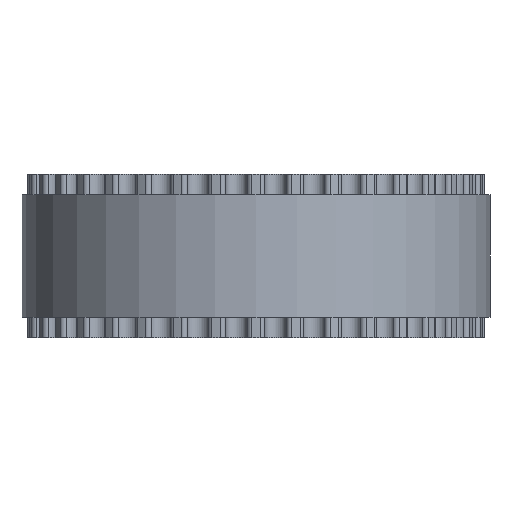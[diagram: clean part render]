
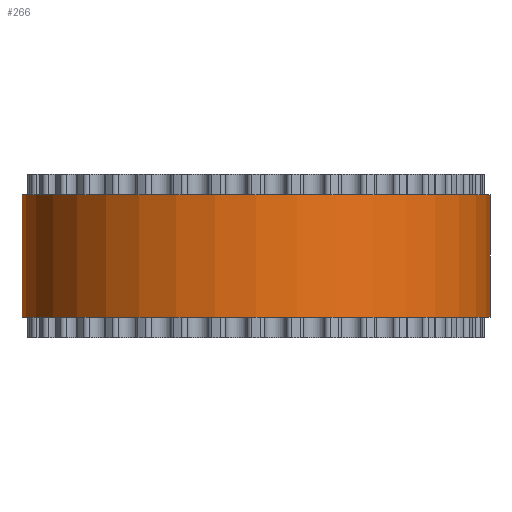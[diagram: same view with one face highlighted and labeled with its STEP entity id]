
A CAD part, front view. The second image highlights one B-rep face of the part: STEP entity #266.
In plain terms, the highlighted cylindrical face has radius 11.459 mm (diameter 22.918 mm), a full revolution.
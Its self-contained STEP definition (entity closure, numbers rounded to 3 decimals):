
#97=FACE_BOUND('',#704,.T.);
#98=FACE_BOUND('',#705,.T.);
#266=ADVANCED_FACE('',(#97,#98),#411,.T.);
#411=CYLINDRICAL_SURFACE('',#3311,11.459);
#704=EDGE_LOOP('',(#1858));
#705=EDGE_LOOP('',(#1859));
#1858=ORIENTED_EDGE('',*,*,#2582,.T.);
#1859=ORIENTED_EDGE('',*,*,#2583,.T.);
#2148=VERTEX_POINT('',#5200);
#2149=VERTEX_POINT('',#5202);
#2582=EDGE_CURVE('',#2148,#2148,#2872,.T.);
#2583=EDGE_CURVE('',#2149,#2149,#2873,.T.);
#2872=CIRCLE('',#3309,11.459);
#2873=CIRCLE('',#3310,11.459);
#3309=AXIS2_PLACEMENT_3D('',#5199,#4326,#4327);
#3310=AXIS2_PLACEMENT_3D('',#5201,#4328,#4329);
#3311=AXIS2_PLACEMENT_3D('',#5203,#4330,#4331);
#4326=DIRECTION('',(0.,0.,1.));
#4327=DIRECTION('',(1.,0.,0.));
#4328=DIRECTION('',(0.,0.,-1.));
#4329=DIRECTION('',(1.,0.,0.));
#4330=DIRECTION('',(0.,0.,1.));
#4331=DIRECTION('',(1.,0.,0.));
#5199=CARTESIAN_POINT('',(0.,0.,1.));
#5200=CARTESIAN_POINT('',(11.459,0.,1.));
#5201=CARTESIAN_POINT('',(0.,0.,7.));
#5202=CARTESIAN_POINT('',(11.459,0.,7.));
#5203=CARTESIAN_POINT('',(0.,0.,1.));
